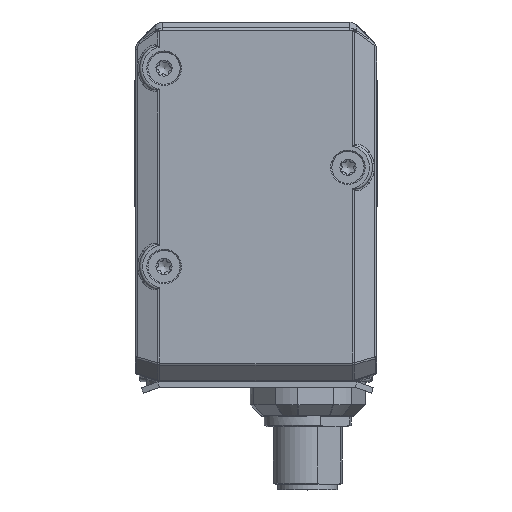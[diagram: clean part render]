
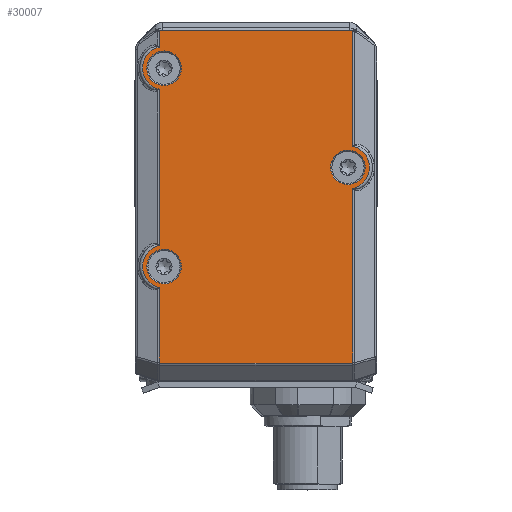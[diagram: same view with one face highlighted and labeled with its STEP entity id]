
A CAD part, top view. The second image highlights one B-rep face of the part: STEP entity #30007.
In plain terms, the highlighted planar face has unit normal (0, 0, 1).
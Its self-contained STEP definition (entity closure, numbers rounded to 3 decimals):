
#619=ELLIPSE('',#31904,0.707,0.5);
#620=ELLIPSE('',#31905,0.707,0.5);
#621=ELLIPSE('',#31906,1.732,1.5);
#622=ELLIPSE('',#31907,1.732,1.5);
#690=FACE_BOUND('',#8418,.T.);
#691=FACE_BOUND('',#8419,.T.);
#692=FACE_BOUND('',#8420,.T.);
#869=PLANE('',#31903);
#1733=LINE('',#44199,#4083);
#1734=LINE('',#44200,#4084);
#1735=LINE('',#44202,#4085);
#1736=LINE('',#44206,#4086);
#1737=LINE('',#44209,#4087);
#1738=LINE('',#44211,#4088);
#1739=LINE('',#44215,#4089);
#4083=VECTOR('',#34431,10.);
#4084=VECTOR('',#34432,10.);
#4085=VECTOR('',#34433,10.);
#4086=VECTOR('',#34436,10.);
#4087=VECTOR('',#34439,10.);
#4088=VECTOR('',#34440,10.);
#4089=VECTOR('',#34443,10.);
#6753=FACE_OUTER_BOUND('',#8417,.T.);
#8417=EDGE_LOOP('',(#20570,#20571,#20572,#20573,#20574,#20575,#20576,#20577,
#20578,#20579,#20580,#20581,#20582,#20583));
#8418=EDGE_LOOP('',(#20584));
#8419=EDGE_LOOP('',(#20585));
#8420=EDGE_LOOP('',(#20586));
#10137=CIRCLE('',#31882,3.75);
#10143=CIRCLE('',#31892,3.75);
#10149=CIRCLE('',#31902,3.75);
#10150=CIRCLE('',#31908,3.);
#10151=CIRCLE('',#31909,3.);
#10152=CIRCLE('',#31910,3.);
#12410=VERTEX_POINT('',#43614);
#12417=VERTEX_POINT('',#43771);
#12420=VERTEX_POINT('',#43815);
#12427=VERTEX_POINT('',#43979);
#12430=VERTEX_POINT('',#44023);
#12437=VERTEX_POINT('',#44180);
#12438=VERTEX_POINT('',#44198);
#12439=VERTEX_POINT('',#44201);
#12440=VERTEX_POINT('',#44203);
#12441=VERTEX_POINT('',#44205);
#12442=VERTEX_POINT('',#44207);
#12443=VERTEX_POINT('',#44210);
#12444=VERTEX_POINT('',#44212);
#12445=VERTEX_POINT('',#44214);
#12446=VERTEX_POINT('',#44217);
#12447=VERTEX_POINT('',#44219);
#12448=VERTEX_POINT('',#44221);
#15516=EDGE_CURVE('',#12410,#12417,#10137,.T.);
#15532=EDGE_CURVE('',#12420,#12427,#10143,.T.);
#15548=EDGE_CURVE('',#12430,#12437,#10149,.T.);
#15549=EDGE_CURVE('',#12417,#12438,#1733,.T.);
#15550=EDGE_CURVE('',#12427,#12410,#1734,.T.);
#15551=EDGE_CURVE('',#12439,#12420,#1735,.T.);
#15552=EDGE_CURVE('',#12440,#12439,#619,.T.);
#15553=EDGE_CURVE('',#12441,#12440,#1736,.T.);
#15554=EDGE_CURVE('',#12442,#12441,#620,.T.);
#15555=EDGE_CURVE('',#12437,#12442,#1737,.T.);
#15556=EDGE_CURVE('',#12443,#12430,#1738,.T.);
#15557=EDGE_CURVE('',#12444,#12443,#621,.T.);
#15558=EDGE_CURVE('',#12445,#12444,#1739,.T.);
#15559=EDGE_CURVE('',#12438,#12445,#622,.T.);
#15560=EDGE_CURVE('',#12446,#12446,#10150,.T.);
#15561=EDGE_CURVE('',#12447,#12447,#10151,.T.);
#15562=EDGE_CURVE('',#12448,#12448,#10152,.T.);
#20570=ORIENTED_EDGE('',*,*,#15549,.F.);
#20571=ORIENTED_EDGE('',*,*,#15516,.F.);
#20572=ORIENTED_EDGE('',*,*,#15550,.F.);
#20573=ORIENTED_EDGE('',*,*,#15532,.F.);
#20574=ORIENTED_EDGE('',*,*,#15551,.F.);
#20575=ORIENTED_EDGE('',*,*,#15552,.F.);
#20576=ORIENTED_EDGE('',*,*,#15553,.F.);
#20577=ORIENTED_EDGE('',*,*,#15554,.F.);
#20578=ORIENTED_EDGE('',*,*,#15555,.F.);
#20579=ORIENTED_EDGE('',*,*,#15548,.F.);
#20580=ORIENTED_EDGE('',*,*,#15556,.F.);
#20581=ORIENTED_EDGE('',*,*,#15557,.F.);
#20582=ORIENTED_EDGE('',*,*,#15558,.F.);
#20583=ORIENTED_EDGE('',*,*,#15559,.F.);
#20584=ORIENTED_EDGE('',*,*,#15560,.T.);
#20585=ORIENTED_EDGE('',*,*,#15561,.T.);
#20586=ORIENTED_EDGE('',*,*,#15562,.T.);
#30007=ADVANCED_FACE('',(#6753,#690,#691,#692),#869,.T.);
#31882=AXIS2_PLACEMENT_3D('',#43787,#34387,#34388);
#31892=AXIS2_PLACEMENT_3D('',#43995,#34407,#34408);
#31902=AXIS2_PLACEMENT_3D('',#44196,#34427,#34428);
#31903=AXIS2_PLACEMENT_3D('',#44197,#34429,#34430);
#31904=AXIS2_PLACEMENT_3D('',#44204,#34434,#34435);
#31905=AXIS2_PLACEMENT_3D('',#44208,#34437,#34438);
#31906=AXIS2_PLACEMENT_3D('',#44213,#34441,#34442);
#31907=AXIS2_PLACEMENT_3D('',#44216,#34444,#34445);
#31908=AXIS2_PLACEMENT_3D('',#44218,#34446,#34447);
#31909=AXIS2_PLACEMENT_3D('',#44220,#34448,#34449);
#31910=AXIS2_PLACEMENT_3D('',#44222,#34450,#34451);
#34387=DIRECTION('center_axis',(0.,0.,
-1.));
#34388=DIRECTION('ref_axis',(-1.,0.,0.));
#34407=DIRECTION('center_axis',(0.,0.,
-1.));
#34408=DIRECTION('ref_axis',(-1.,0.,0.));
#34427=DIRECTION('center_axis',(0.,0.,
-1.));
#34428=DIRECTION('ref_axis',(1.,0.,0.));
#34429=DIRECTION('center_axis',(0.,0.,
1.));
#34430=DIRECTION('ref_axis',(-1.,0.,0.));
#34431=DIRECTION('',(0.,1.,0.));
#34432=DIRECTION('',(0.,1.,0.));
#34433=DIRECTION('',(0.,1.,0.));
#34434=DIRECTION('center_axis',(0.,0.,
-1.));
#34435=DIRECTION('ref_axis',(0.,-1.,0.));
#34436=DIRECTION('',(-1.,0.,0.));
#34437=DIRECTION('center_axis',(0.,0.,
-1.));
#34438=DIRECTION('ref_axis',(0.,-1.,0.));
#34439=DIRECTION('',(0.,-1.,0.));
#34440=DIRECTION('',(0.,-1.,0.));
#34441=DIRECTION('center_axis',(0.,0.,
-1.));
#34442=DIRECTION('ref_axis',(0.,1.,0.));
#34443=DIRECTION('',(1.,0.,0.));
#34444=DIRECTION('center_axis',(0.,0.,
-1.));
#34445=DIRECTION('ref_axis',(0.,1.,0.));
#34446=DIRECTION('center_axis',(0.,0.,
-1.));
#34447=DIRECTION('ref_axis',(0.,1.,0.));
#34448=DIRECTION('center_axis',(0.,0.,
-1.));
#34449=DIRECTION('ref_axis',(0.,1.,0.));
#34450=DIRECTION('center_axis',(0.,0.,
-1.));
#34451=DIRECTION('ref_axis',(0.,1.,0.));
#43614=CARTESIAN_POINT('',(-16.824,9.342,89.));
#43771=CARTESIAN_POINT('',(-16.824,16.658,89.));
#43787=CARTESIAN_POINT('Origin',(-16.,13.,89.));
#43815=CARTESIAN_POINT('',(-16.824,-25.158,89.));
#43979=CARTESIAN_POINT('',(-16.824,-17.842,89.));
#43995=CARTESIAN_POINT('Origin',(-16.,-21.5,89.));
#44023=CARTESIAN_POINT('',(16.824,-0.592,89.));
#44180=CARTESIAN_POINT('',(16.824,-7.908,89.));
#44196=CARTESIAN_POINT('Origin',(16.,-4.25,89.));
#44197=CARTESIAN_POINT('Origin',(-16.,13.,89.));
#44198=CARTESIAN_POINT('',(-16.824,19.448,89.));
#44199=CARTESIAN_POINT('',(-16.824,-8.958,89.));
#44200=CARTESIAN_POINT('',(-16.824,-8.958,89.));
#44201=CARTESIAN_POINT('',(-16.824,-38.29,89.));
#44202=CARTESIAN_POINT('',(-16.824,-8.958,89.));
#44203=CARTESIAN_POINT('',(-16.778,-38.293,89.));
#44204=CARTESIAN_POINT('Origin',(-16.778,-37.586,89.));
#44205=CARTESIAN_POINT('',(16.778,-38.293,89.));
#44206=CARTESIAN_POINT('',(2.5,-38.293,89.));
#44207=CARTESIAN_POINT('',(16.824,-38.29,89.));
#44208=CARTESIAN_POINT('Origin',(16.778,-37.586,89.));
#44209=CARTESIAN_POINT('',(16.824,-8.958,89.));
#44210=CARTESIAN_POINT('',(16.824,19.448,89.));
#44211=CARTESIAN_POINT('',(16.824,-8.958,89.));
#44212=CARTESIAN_POINT('',(16.3,19.557,89.));
#44213=CARTESIAN_POINT('Origin',(16.3,17.825,89.));
#44214=CARTESIAN_POINT('',(-16.3,19.557,89.));
#44215=CARTESIAN_POINT('',(2.5,19.557,89.));
#44216=CARTESIAN_POINT('Origin',(-16.3,17.825,89.));
#44217=CARTESIAN_POINT('',(-16.,10.,89.));
#44218=CARTESIAN_POINT('Origin',(-16.,13.,89.));
#44219=CARTESIAN_POINT('',(-16.,-24.5,89.));
#44220=CARTESIAN_POINT('Origin',(-16.,-21.5,89.));
#44221=CARTESIAN_POINT('',(16.,-7.25,89.));
#44222=CARTESIAN_POINT('Origin',(16.,-4.25,89.));
